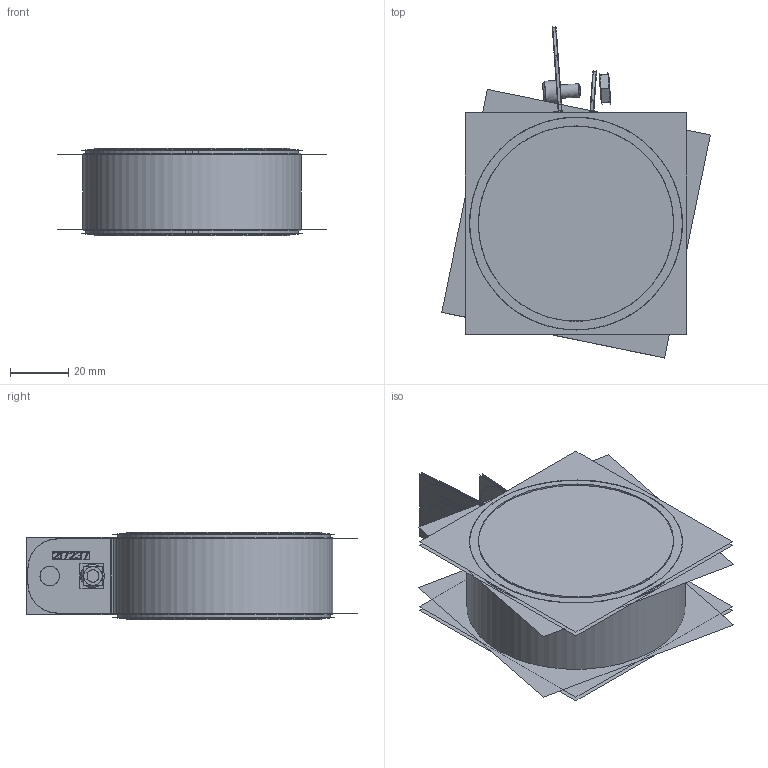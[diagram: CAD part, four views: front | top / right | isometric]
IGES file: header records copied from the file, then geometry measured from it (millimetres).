
Start section:  PTC IGES file: 217659.igs
Global section: file name: 217659.igs; native system: Creo Parametric by PTC Inc.; preprocessor: 2019292; author: PDMAdmin; organization: Unknown; date: 20200612.145720; units: millimetre
Bounding box: 92.09 x 113.82 x 29.95 mm (x, y, z)
Volume: 17420.5 mm3; surface area: 151508.7 mm2
Topology: 4 solids, 4 shells, 464 faces, 2224 edges, 2704 vertices
Faces by surface type: bspline 372, revolution 92
